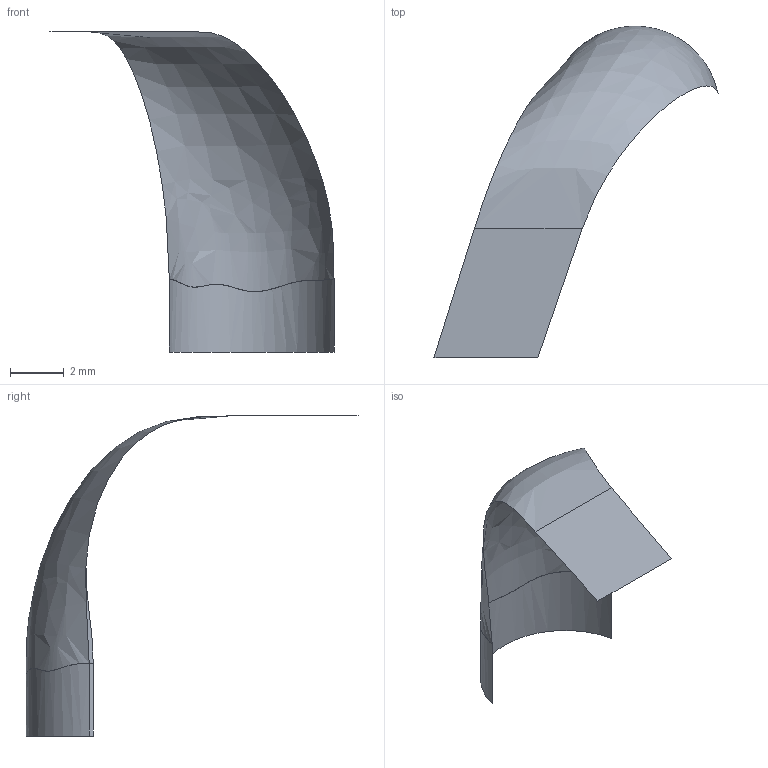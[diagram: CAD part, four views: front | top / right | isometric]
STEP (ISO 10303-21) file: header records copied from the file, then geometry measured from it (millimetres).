
FILE_DESCRIPTION(/* description */ (''),/* implementation_level */ '2;1');
FILE_NAME(/* name */ 'UVFlowAngle',/* time_stamp */ '2019-11-07T10:11:43+08:00',/* author */ (''),/* organization */ (''),/* preprocessor_version */ 'ST-DEVELOPER v16.5',/* originating_system */ '',/* authorisation */ '');
FILE_SCHEMA (('AUTOMOTIVE_DESIGN'));
Length unit declared in the file: millimetre
Products named in the file (1): Document
Bounding box: 10.54 x 12.32 x 11.88 mm (x, y, z)
Surface area: 120.2 mm2 (no closed solid volume)
Topology: 0 solids, 3 shells, 3 faces, 12 edges, 12 vertices
Faces by surface type: bspline 2, plane 1
Entity records: 643 total; most frequent: CARTESIAN_POINT 527, ORIENTED_EDGE 12, EDGE_CURVE 12, VERTEX_POINT 12, B_SPLINE_CURVE_WITH_KNOTS 11, DIRECTION 5, COLOUR_RGB 3, FILL_AREA_STYLE_COLOUR 3
